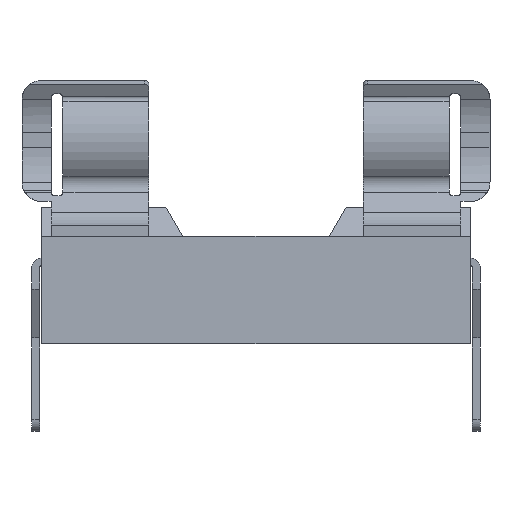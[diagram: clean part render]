
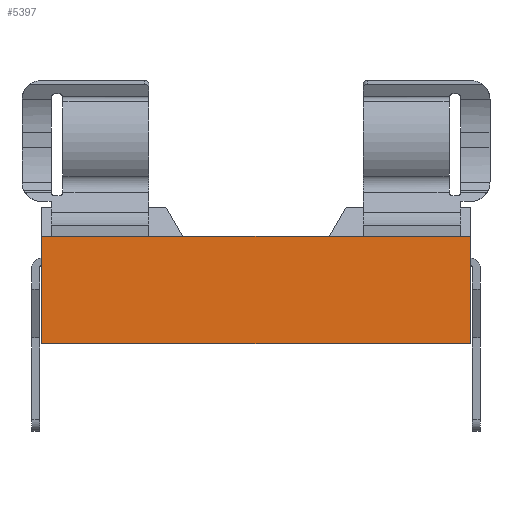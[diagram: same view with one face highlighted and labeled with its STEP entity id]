
A CAD part, front view. The second image highlights one B-rep face of the part: STEP entity #5397.
In plain terms, the highlighted planar face has unit normal (0, -1, 0.027).
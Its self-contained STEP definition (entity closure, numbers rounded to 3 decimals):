
#172=PLANE('',#5872);
#523=FACE_OUTER_BOUND('',#783,.T.);
#783=EDGE_LOOP('',(#4723,#4724,#4725,#4726));
#1172=LINE('',#9642,#1693);
#1294=LINE('',#9965,#1815);
#1304=LINE('',#9984,#1825);
#1305=LINE('',#9985,#1826);
#1693=VECTOR('',#6970,1000.);
#1815=VECTOR('',#7280,1000.);
#1825=VECTOR('',#7302,1000.);
#1826=VECTOR('',#7303,1000.);
#2408=VERTEX_POINT('',#9639);
#2409=VERTEX_POINT('',#9641);
#2483=VERTEX_POINT('',#9962);
#2484=VERTEX_POINT('',#9964);
#3088=EDGE_CURVE('',#2409,#2408,#1172,.T.);
#3238=EDGE_CURVE('',#2483,#2484,#1294,.T.);
#3248=EDGE_CURVE('',#2408,#2484,#1304,.T.);
#3249=EDGE_CURVE('',#2409,#2483,#1305,.T.);
#4723=ORIENTED_EDGE('',*,*,#3248,.T.);
#4724=ORIENTED_EDGE('',*,*,#3238,.F.);
#4725=ORIENTED_EDGE('',*,*,#3249,.F.);
#4726=ORIENTED_EDGE('',*,*,#3088,.T.);
#5397=ADVANCED_FACE('',(#523),#172,.T.);
#5872=AXIS2_PLACEMENT_3D('',#9983,#7300,#7301);
#6970=DIRECTION('',(0.,0.027,1.));
#7280=DIRECTION('',(0.,0.027,1.));
#7300=DIRECTION('center_axis',(0.,-1.,0.027));
#7301=DIRECTION('ref_axis',(1.,0.,0.));
#7302=DIRECTION('',(-1.,0.,0.));
#7303=DIRECTION('',(-1.,0.,0.));
#9639=CARTESIAN_POINT('',(11.,-4.35,5.5));
#9641=CARTESIAN_POINT('',(11.,-4.5,0.));
#9642=CARTESIAN_POINT('',(11.,-4.5,0.));
#9962=CARTESIAN_POINT('',(-11.,-4.5,0.));
#9964=CARTESIAN_POINT('',(-11.,-4.35,5.5));
#9965=CARTESIAN_POINT('',(-11.,-4.5,0.));
#9983=CARTESIAN_POINT('Origin',(11.,-4.35,5.5));
#9984=CARTESIAN_POINT('',(11.,-4.35,5.5));
#9985=CARTESIAN_POINT('',(11.,-4.5,0.));
